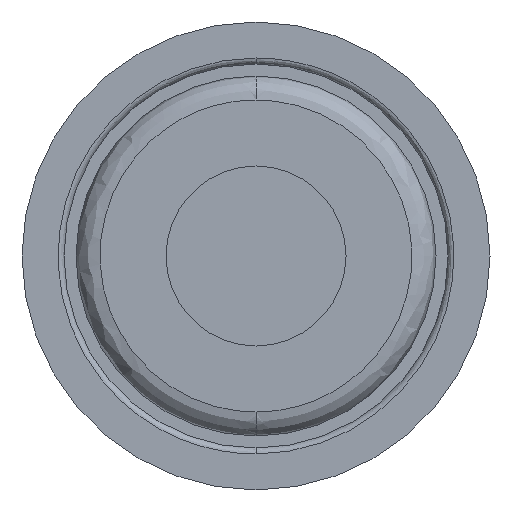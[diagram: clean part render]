
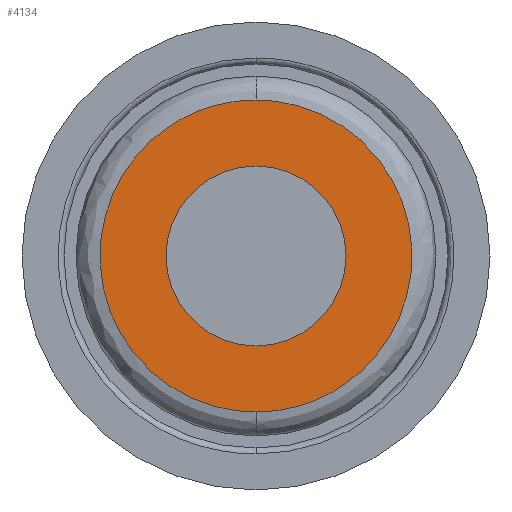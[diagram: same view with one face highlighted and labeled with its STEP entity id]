
A CAD part, front view. The second image highlights one B-rep face of the part: STEP entity #4134.
In plain terms, the highlighted planar face has unit normal (0, -1, 0).
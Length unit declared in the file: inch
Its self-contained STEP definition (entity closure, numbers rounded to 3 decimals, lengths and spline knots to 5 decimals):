
#103 = ORIENTED_EDGE ( 'NONE', *, *, #3875, .F. ) ;
#132 = FACE_BOUND ( 'NONE', #2342, .T. ) ;
#160 = VERTEX_POINT ( 'NONE', #4252 ) ;
#321 = CARTESIAN_POINT ( 'NONE',  ( 0.55388, 0.02415, 1.38639 ) ) ;
#375 = CIRCLE ( 'NONE', #801, 0.29528 ) ;
#553 = ORIENTED_EDGE ( 'NONE', *, *, #2058, .T. ) ;
#640 = DIRECTION ( 'NONE',  ( 0., 0., -1. ) ) ;
#738 = VERTEX_POINT ( 'NONE', #4073 ) ;
#777 = CARTESIAN_POINT ( 'NONE',  ( 0.84916, 0.02415, 1.38639 ) ) ;
#801 = AXIS2_PLACEMENT_3D ( 'NONE', #321, #2618, #640 ) ;
#988 = CARTESIAN_POINT ( 'NONE',  ( 0.55388, 0.02415, 1.8982 ) ) ;
#1093 = CARTESIAN_POINT ( 'NONE',  ( 0.55388, 0.02415, 1.8982 ) ) ;
#1116 = DIRECTION ( 'NONE',  ( 0., -1., 0. ) ) ;
#1318 = CARTESIAN_POINT ( 'NONE',  ( 1.5775, 0.02415, 0.87458 ) ) ;
#1382 = CARTESIAN_POINT ( 'NONE',  ( 0.55388, 0.02415, 0.87458 ) ) ;
#1447 = EDGE_CURVE ( 'NONE', #3363, #738, #2694, .T. ) ;
#1585 = CARTESIAN_POINT ( 'NONE',  ( 0.55388, 0.02415, 1.38639 ) ) ;
#1629 = EDGE_LOOP ( 'NONE', ( #103, #4209 ) ) ;
#1722 = CARTESIAN_POINT ( 'NONE',  ( 0.55388, 0.02415, 1.8982 ) ) ;
#1921 = DIRECTION ( 'NONE',  ( 0., 0., -1. ) ) ;
#1949 = ORIENTED_EDGE ( 'NONE', *, *, #1447, .T. ) ;
#2058 = EDGE_CURVE ( 'NONE', #738, #3363, #375, .T. ) ;
#2170 = AXIS2_PLACEMENT_3D ( 'NONE', #777, #1116, #3420 ) ;
#2299 = EDGE_CURVE ( 'NONE', #160, #2619, #3399, .T. ) ;
#2342 = EDGE_LOOP ( 'NONE', ( #553, #1949 ) ) ;
#2618 = DIRECTION ( 'NONE',  ( 0., 1., 0. ) ) ;
#2619 = VERTEX_POINT ( 'NONE', #1093 ) ;
#2694 = CIRCLE ( 'NONE', #3694, 0.29528 ) ;
#2963 = CARTESIAN_POINT ( 'NONE',  ( 1.5775, 0.02415, 1.8982 ) ) ;
#3075 = PLANE ( 'NONE',  #2170 ) ;
#3354 = CARTESIAN_POINT ( 'NONE',  ( -0.46974, 0.02415, 0.87458 ) ) ;
#3363 = VERTEX_POINT ( 'NONE', #4058 ) ;
#3374 =( BOUNDED_CURVE ( )  B_SPLINE_CURVE ( 3, ( #988, #2963, #1318, #3626 ),
 .UNSPECIFIED., .F., .T. ) 
 B_SPLINE_CURVE_WITH_KNOTS ( ( 4, 4 ),
 ( 0., 1. ),
 .UNSPECIFIED. ) 
 CURVE ( )  GEOMETRIC_REPRESENTATION_ITEM ( )  RATIONAL_B_SPLINE_CURVE ( ( 1., 0.333, 0.333, 1. ) ) 
 REPRESENTATION_ITEM ( '' )  );
#3399 =( BOUNDED_CURVE ( )  B_SPLINE_CURVE ( 3, ( #1382, #3354, #3689, #1722 ),
 .UNSPECIFIED., .F., .T. ) 
 B_SPLINE_CURVE_WITH_KNOTS ( ( 4, 4 ),
 ( 0., 1. ),
 .UNSPECIFIED. ) 
 CURVE ( )  GEOMETRIC_REPRESENTATION_ITEM ( )  RATIONAL_B_SPLINE_CURVE ( ( 1., 0.333, 0.333, 1. ) ) 
 REPRESENTATION_ITEM ( '' )  );
#3420 = DIRECTION ( 'NONE',  ( 0., 0., -1. ) ) ;
#3520 = FACE_OUTER_BOUND ( 'NONE', #1629, .T. ) ;
#3626 = CARTESIAN_POINT ( 'NONE',  ( 0.55388, 0.02415, 0.87458 ) ) ;
#3689 = CARTESIAN_POINT ( 'NONE',  ( -0.46974, 0.02415, 1.8982 ) ) ;
#3694 = AXIS2_PLACEMENT_3D ( 'NONE', #1585, #3879, #1921 ) ;
#3875 = EDGE_CURVE ( 'NONE', #2619, #160, #3374, .T. ) ;
#3879 = DIRECTION ( 'NONE',  ( 0., 1., 0. ) ) ;
#4058 = CARTESIAN_POINT ( 'NONE',  ( 0.55388, 0.02415, 1.68167 ) ) ;
#4073 = CARTESIAN_POINT ( 'NONE',  ( 0.55388, 0.02415, 1.09111 ) ) ;
#4134 = ADVANCED_FACE ( 'NONE', ( #132, #3520 ), #3075, .T. ) ;
#4209 = ORIENTED_EDGE ( 'NONE', *, *, #2299, .F. ) ;
#4252 = CARTESIAN_POINT ( 'NONE',  ( 0.55388, 0.02415, 0.87458 ) ) ;
